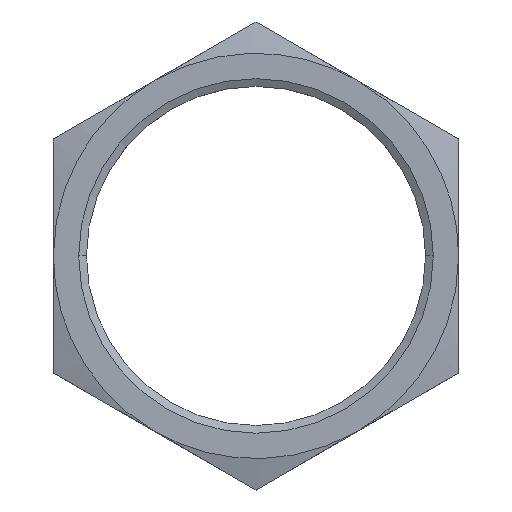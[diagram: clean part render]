
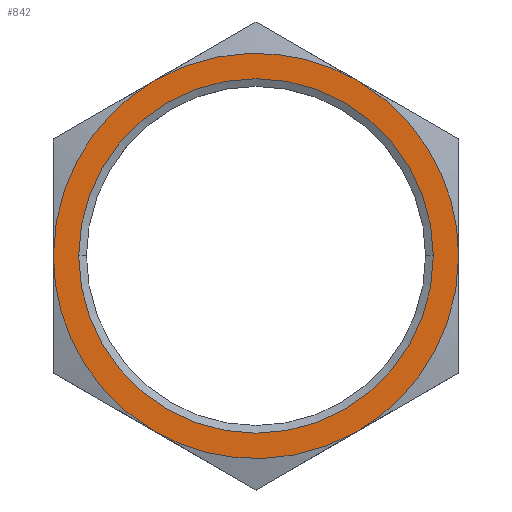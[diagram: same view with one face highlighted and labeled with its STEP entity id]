
A CAD part, top view. The second image highlights one B-rep face of the part: STEP entity #842.
In plain terms, the highlighted planar face has unit normal (0, 0, 1).
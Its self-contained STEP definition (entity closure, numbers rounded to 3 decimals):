
#275=AXIS2_PLACEMENT_3D('Circle Axis2P3D',#273,#274,$) ;
#730=AXIS2_PLACEMENT_3D('Circle Axis2P3D',#728,#729,$) ;
#744=AXIS2_PLACEMENT_3D('Plane Axis2P3D',#741,#742,#743) ;
#270=CARTESIAN_POINT('Vertex',(2.875,26.558,6.5)) ;
#273=CARTESIAN_POINT('Axis2P3D Location',(23.,26.558,6.5)) ;
#277=CARTESIAN_POINT('Vertex',(43.125,26.558,6.5)) ;
#373=CARTESIAN_POINT('Vertex',(11.5,6.639,6.5)) ;
#442=CARTESIAN_POINT('Vertex',(0.,26.558,6.5)) ;
#511=CARTESIAN_POINT('Vertex',(11.5,46.477,6.5)) ;
#580=CARTESIAN_POINT('Vertex',(34.5,46.477,6.5)) ;
#649=CARTESIAN_POINT('Vertex',(46.,26.558,6.5)) ;
#701=CARTESIAN_POINT('Vertex',(34.5,6.639,6.5)) ;
#728=CARTESIAN_POINT('Axis2P3D Location',(23.,26.558,6.5)) ;
#741=CARTESIAN_POINT('Axis2P3D Location',(23.,26.558,6.5)) ;
#747=CARTESIAN_POINT('Control Point',(46.,26.558,6.5)) ;
#748=CARTESIAN_POINT('Control Point',(46.,24.444,6.5)) ;
#749=CARTESIAN_POINT('Control Point',(45.757,22.329,6.5)) ;
#750=CARTESIAN_POINT('Control Point',(45.271,20.252,6.5)) ;
#751=CARTESIAN_POINT('Control Point',(43.83,16.246,6.5)) ;
#752=CARTESIAN_POINT('Control Point',(41.519,12.672,6.5)) ;
#753=CARTESIAN_POINT('Control Point',(40.161,11.026,6.5)) ;
#754=CARTESIAN_POINT('Control Point',(38.201,9.14,6.5)) ;
#755=CARTESIAN_POINT('Control Point',(35.999,7.57,6.5)) ;
#756=CARTESIAN_POINT('Control Point',(35.509,7.243,6.5)) ;
#757=CARTESIAN_POINT('Control Point',(35.009,6.933,6.5)) ;
#758=CARTESIAN_POINT('Control Point',(34.5,6.639,6.5)) ;
#761=CARTESIAN_POINT('Control Point',(34.5,46.477,6.5)) ;
#762=CARTESIAN_POINT('Control Point',(36.331,45.419,6.5)) ;
#763=CARTESIAN_POINT('Control Point',(38.041,44.152,6.5)) ;
#764=CARTESIAN_POINT('Control Point',(39.597,42.692,6.5)) ;
#765=CARTESIAN_POINT('Control Point',(42.346,39.442,6.5)) ;
#766=CARTESIAN_POINT('Control Point',(44.285,35.652,6.5)) ;
#767=CARTESIAN_POINT('Control Point',(45.032,33.654,6.5)) ;
#768=CARTESIAN_POINT('Control Point',(45.685,31.013,6.5)) ;
#769=CARTESIAN_POINT('Control Point',(45.944,28.322,6.5)) ;
#770=CARTESIAN_POINT('Control Point',(45.981,27.734,6.5)) ;
#771=CARTESIAN_POINT('Control Point',(46.,27.146,6.5)) ;
#772=CARTESIAN_POINT('Control Point',(46.,26.558,6.5)) ;
#775=CARTESIAN_POINT('Control Point',(11.5,46.477,6.5)) ;
#776=CARTESIAN_POINT('Control Point',(13.331,47.534,6.5)) ;
#777=CARTESIAN_POINT('Control Point',(15.284,48.381,6.5)) ;
#778=CARTESIAN_POINT('Control Point',(17.326,48.998,6.5)) ;
#779=CARTESIAN_POINT('Control Point',(21.515,49.754,6.5)) ;
#780=CARTESIAN_POINT('Control Point',(25.767,49.539,6.5)) ;
#781=CARTESIAN_POINT('Control Point',(27.871,49.186,6.5)) ;
#782=CARTESIAN_POINT('Control Point',(30.484,48.431,6.5)) ;
#783=CARTESIAN_POINT('Control Point',(32.944,47.31,6.5)) ;
#784=CARTESIAN_POINT('Control Point',(33.473,47.048,6.5)) ;
#785=CARTESIAN_POINT('Control Point',(33.991,46.77,6.5)) ;
#786=CARTESIAN_POINT('Control Point',(34.5,46.477,6.5)) ;
#789=CARTESIAN_POINT('Control Point',(0.,26.558,6.5)) ;
#790=CARTESIAN_POINT('Control Point',(0.,28.672,6.5)) ;
#791=CARTESIAN_POINT('Control Point',(0.243,30.787,6.5)) ;
#792=CARTESIAN_POINT('Control Point',(0.729,32.864,6.5)) ;
#793=CARTESIAN_POINT('Control Point',(2.17,36.87,6.5)) ;
#794=CARTESIAN_POINT('Control Point',(4.481,40.444,6.5)) ;
#795=CARTESIAN_POINT('Control Point',(5.839,42.09,6.5)) ;
#796=CARTESIAN_POINT('Control Point',(7.799,43.976,6.5)) ;
#797=CARTESIAN_POINT('Control Point',(10.001,45.546,6.5)) ;
#798=CARTESIAN_POINT('Control Point',(10.491,45.873,6.5)) ;
#799=CARTESIAN_POINT('Control Point',(10.991,46.183,6.5)) ;
#800=CARTESIAN_POINT('Control Point',(11.5,46.477,6.5)) ;
#803=CARTESIAN_POINT('Control Point',(11.5,6.639,6.5)) ;
#804=CARTESIAN_POINT('Control Point',(9.669,7.697,6.5)) ;
#805=CARTESIAN_POINT('Control Point',(7.959,8.964,6.5)) ;
#806=CARTESIAN_POINT('Control Point',(6.403,10.424,6.5)) ;
#807=CARTESIAN_POINT('Control Point',(3.654,13.674,6.5)) ;
#808=CARTESIAN_POINT('Control Point',(1.715,17.464,6.5)) ;
#809=CARTESIAN_POINT('Control Point',(0.968,19.462,6.5)) ;
#810=CARTESIAN_POINT('Control Point',(0.315,22.103,6.5)) ;
#811=CARTESIAN_POINT('Control Point',(0.056,24.794,6.5)) ;
#812=CARTESIAN_POINT('Control Point',(0.019,25.382,6.5)) ;
#813=CARTESIAN_POINT('Control Point',(0.,25.97,6.5)) ;
#814=CARTESIAN_POINT('Control Point',(0.,26.558,6.5)) ;
#817=CARTESIAN_POINT('Control Point',(34.5,6.639,6.5)) ;
#818=CARTESIAN_POINT('Control Point',(32.669,5.582,6.5)) ;
#819=CARTESIAN_POINT('Control Point',(30.716,4.735,6.5)) ;
#820=CARTESIAN_POINT('Control Point',(28.674,4.118,6.5)) ;
#821=CARTESIAN_POINT('Control Point',(24.485,3.362,6.5)) ;
#822=CARTESIAN_POINT('Control Point',(20.233,3.577,6.5)) ;
#823=CARTESIAN_POINT('Control Point',(18.129,3.93,6.5)) ;
#824=CARTESIAN_POINT('Control Point',(15.516,4.685,6.5)) ;
#825=CARTESIAN_POINT('Control Point',(13.056,5.806,6.5)) ;
#826=CARTESIAN_POINT('Control Point',(12.527,6.068,6.5)) ;
#827=CARTESIAN_POINT('Control Point',(12.009,6.346,6.5)) ;
#828=CARTESIAN_POINT('Control Point',(11.5,6.639,6.5)) ;
#274=DIRECTION('Axis2P3D Direction',(0.,0.,1.)) ;
#729=DIRECTION('Axis2P3D Direction',(0.,0.,1.)) ;
#742=DIRECTION('Axis2P3D Direction',(0.,0.,1.)) ;
#743=DIRECTION('Axis2P3D XDirection',(1.,0.,0.)) ;
#831=ORIENTED_EDGE('',*,*,#759,.F.) ;
#832=ORIENTED_EDGE('',*,*,#773,.F.) ;
#833=ORIENTED_EDGE('',*,*,#787,.F.) ;
#834=ORIENTED_EDGE('',*,*,#801,.F.) ;
#835=ORIENTED_EDGE('',*,*,#815,.F.) ;
#836=ORIENTED_EDGE('',*,*,#829,.F.) ;
#839=ORIENTED_EDGE('',*,*,#279,.T.) ;
#840=ORIENTED_EDGE('',*,*,#732,.T.) ;
#841=FACE_BOUND('',#838,.T.) ;
#842=ADVANCED_FACE('Schnitt-Rotation1',(#837,#841),#745,.T.) ;
#746=B_SPLINE_CURVE_WITH_KNOTS('',5,(#747,#748,#749,#750,#751,#752,#753,#754,#755,#756,#757,#758),.UNSPECIFIED.,.F.,.U.,(6,3,3,6),(0.,14.981,29.962,34.127),.UNSPECIFIED.) ;
#760=B_SPLINE_CURVE_WITH_KNOTS('',5,(#761,#762,#763,#764,#765,#766,#767,#768,#769,#770,#771,#772),.UNSPECIFIED.,.F.,.U.,(6,3,3,6),(0.,14.981,29.962,34.127),.UNSPECIFIED.) ;
#774=B_SPLINE_CURVE_WITH_KNOTS('',5,(#775,#776,#777,#778,#779,#780,#781,#782,#783,#784,#785,#786),.UNSPECIFIED.,.F.,.U.,(6,3,3,6),(0.,14.981,29.962,34.127),.UNSPECIFIED.) ;
#788=B_SPLINE_CURVE_WITH_KNOTS('',5,(#789,#790,#791,#792,#793,#794,#795,#796,#797,#798,#799,#800),.UNSPECIFIED.,.F.,.U.,(6,3,3,6),(0.,14.981,29.962,34.127),.UNSPECIFIED.) ;
#802=B_SPLINE_CURVE_WITH_KNOTS('',5,(#803,#804,#805,#806,#807,#808,#809,#810,#811,#812,#813,#814),.UNSPECIFIED.,.F.,.U.,(6,3,3,6),(0.,14.981,29.962,34.127),.UNSPECIFIED.) ;
#816=B_SPLINE_CURVE_WITH_KNOTS('',5,(#817,#818,#819,#820,#821,#822,#823,#824,#825,#826,#827,#828),.UNSPECIFIED.,.F.,.U.,(6,3,3,6),(0.,14.981,29.962,34.127),.UNSPECIFIED.) ;
#276=CIRCLE('generated circle',#275,20.125) ;
#731=CIRCLE('generated circle',#730,20.125) ;
#279=EDGE_CURVE('',#278,#271,#276,.F.) ;
#732=EDGE_CURVE('',#271,#278,#731,.F.) ;
#759=EDGE_CURVE('',#650,#702,#746,.T.) ;
#773=EDGE_CURVE('',#581,#650,#760,.T.) ;
#787=EDGE_CURVE('',#512,#581,#774,.T.) ;
#801=EDGE_CURVE('',#443,#512,#788,.T.) ;
#815=EDGE_CURVE('',#374,#443,#802,.T.) ;
#829=EDGE_CURVE('',#702,#374,#816,.T.) ;
#830=EDGE_LOOP('',(#831,#832,#833,#834,#835,#836)) ;
#838=EDGE_LOOP('',(#839,#840)) ;
#837=FACE_OUTER_BOUND('',#830,.T.) ;
#745=PLANE('',#744) ;
#271=VERTEX_POINT('',#270) ;
#278=VERTEX_POINT('',#277) ;
#374=VERTEX_POINT('',#373) ;
#443=VERTEX_POINT('',#442) ;
#512=VERTEX_POINT('',#511) ;
#581=VERTEX_POINT('',#580) ;
#650=VERTEX_POINT('',#649) ;
#702=VERTEX_POINT('',#701) ;
